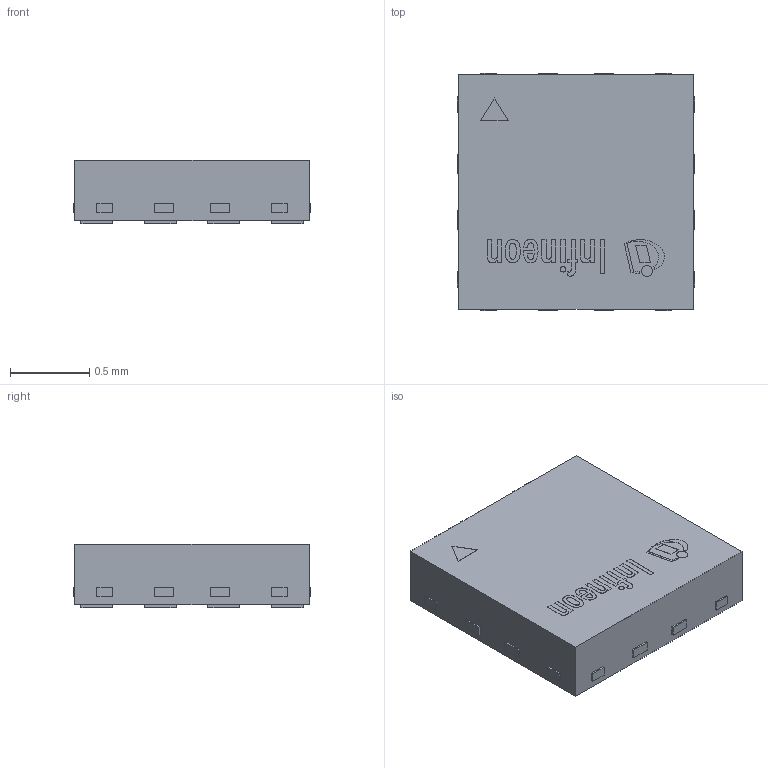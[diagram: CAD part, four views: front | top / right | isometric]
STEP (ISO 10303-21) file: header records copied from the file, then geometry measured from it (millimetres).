
FILE_DESCRIPTION(/* description */ (''),/* implementation_level */ '2;1');
FILE_NAME(/* name */ 'PG-TSNP-12-1_Z8B00179489_V01_3D.stp',/* time_stamp */ '2024-08-16T16:56:03+05:30',/* author */ ('sivamani'),/* organization */ (''),/* preprocessor_version */ 'ST-DEVELOPER v19.2',/* originating_system */ 'AutoCAD Mechanical',/* authorisation */ '');
FILE_SCHEMA (('AUTOMOTIVE_DESIGN { 1 0 10303 214 3 1 1 }'));
Length unit declared in the file: millimetre
Products named in the file (1): Product
Bounding box: 1.5 x 1.5 x 0.4 mm (x, y, z)
Volume: 0.8 mm3; surface area: 8.2 mm2
Topology: 42 solids, 42 shells, 382 faces, 894 edges, 596 vertices
Faces by surface type: plane 266, cylinder 116
Full cylindrical faces by diameter (mm): 0.034 x1, 0.07 x1
Entity records: 10925 total; most frequent: DIRECTION 1892, CARTESIAN_POINT 1873, ORIENTED_EDGE 1788, EDGE_CURVE 894, LINE 662, VECTOR 662, AXIS2_PLACEMENT_3D 615, VERTEX_POINT 596
